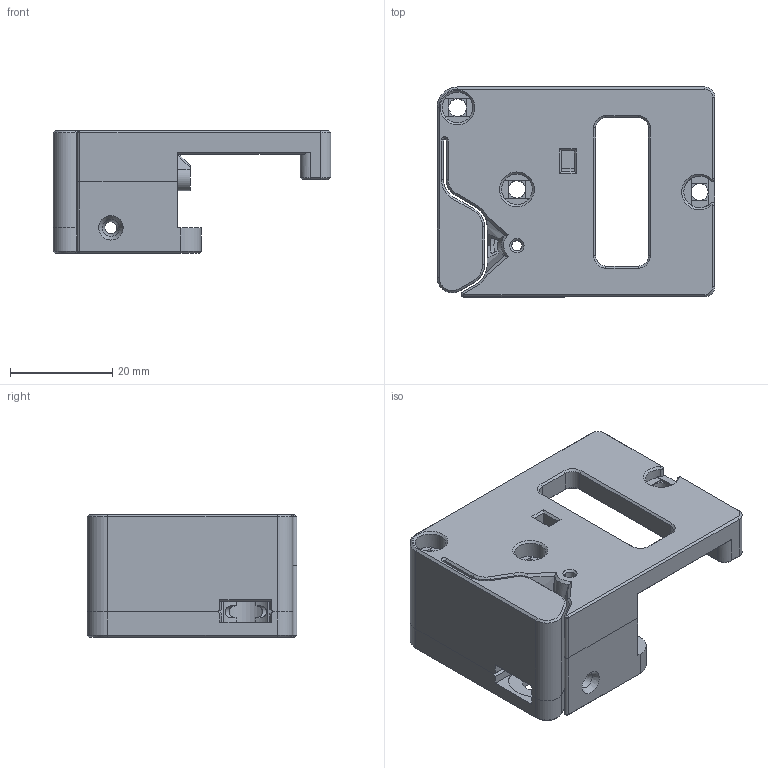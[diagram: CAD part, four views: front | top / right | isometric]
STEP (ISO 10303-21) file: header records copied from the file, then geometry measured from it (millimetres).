
FILE_DESCRIPTION (( 'STEP AP203' ), '1' );
FILE_NAME ('FilamentMotionSensor-r04l - M2-1C.STEP', '2023-04-26T18:05:08', ( '' ), ( '' ), 'SwSTEP 2.0', 'SolidWorks 2023', '' );
FILE_SCHEMA (( 'CONFIG_CONTROL_DESIGN' ));
Length unit declared in the file: millimetre
Products named in the file (1): FilamentMotionSensor-r04l - M2-1C
Bounding box: 54.3 x 41 x 24 mm (x, y, z)
Volume: 25495.4 mm3; surface area: 13450.9 mm2
Topology: 2 solids, 2 shells, 420 faces, 1098 edges, 687 vertices
Faces by surface type: plane 233, cylinder 80, cone 77, bspline 29, torus 1
Full cylindrical faces by diameter (mm): 2 x2, 2.4 x2, 2.7 x2, 3 x1, 3.2 x1, 3.3 x2, 3.4 x5, 3.6 x1, 4.2 x1, 4.7 x2, 5.5 x1, 6 x2, 7.5 x1, 9 x1, 10.5 x2
Entity records: 14767 total; most frequent: CARTESIAN_POINT 4843, ORIENTED_EDGE 2080, DIRECTION 1936, EDGE_CURVE 1040, VERTEX_POINT 674, AXIS2_PLACEMENT_3D 653, LINE 630, VECTOR 630
